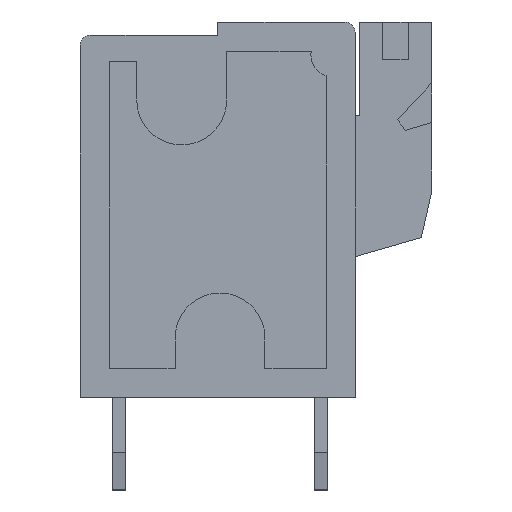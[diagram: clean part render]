
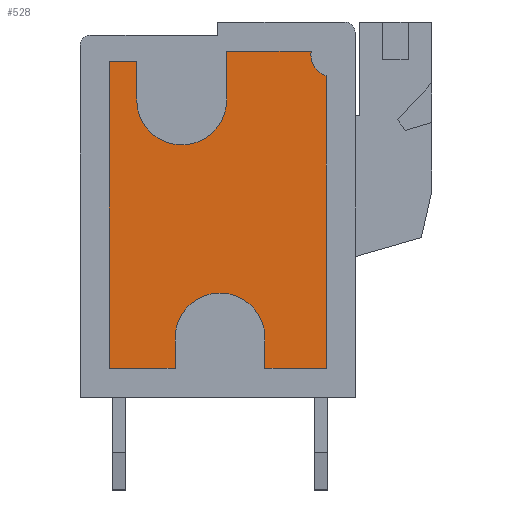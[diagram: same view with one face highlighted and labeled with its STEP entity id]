
A CAD part, left-side view. The second image highlights one B-rep face of the part: STEP entity #528.
In plain terms, the highlighted face is planar.
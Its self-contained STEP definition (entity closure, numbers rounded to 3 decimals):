
#528 = ADVANCED_FACE( '', ( #1074 ), #1075, .T. );
#1074 = FACE_OUTER_BOUND( '', #1701, .T. );
#1075 = PLANE( '', #1702 );
#1701 = EDGE_LOOP( '', ( #2725, #2726, #2727, #2728, #2729, #2730, #2731, #2732, #2733, #2734, #2735, #2736, #2737 ) );
#1702 = AXIS2_PLACEMENT_3D( '', #2738, #2739, #2740 );
#2725 = ORIENTED_EDGE( '', *, *, #4182, .F. );
#2726 = ORIENTED_EDGE( '', *, *, #4059, .F. );
#2727 = ORIENTED_EDGE( '', *, *, #4183, .F. );
#2728 = ORIENTED_EDGE( '', *, *, #4184, .F. );
#2729 = ORIENTED_EDGE( '', *, *, #3933, .F. );
#2730 = ORIENTED_EDGE( '', *, *, #4185, .F. );
#2731 = ORIENTED_EDGE( '', *, *, #4186, .F. );
#2732 = ORIENTED_EDGE( '', *, *, #3993, .F. );
#2733 = ORIENTED_EDGE( '', *, *, #4187, .F. );
#2734 = ORIENTED_EDGE( '', *, *, #3943, .F. );
#2735 = ORIENTED_EDGE( '', *, *, #3868, .F. );
#2736 = ORIENTED_EDGE( '', *, *, #4188, .F. );
#2737 = ORIENTED_EDGE( '', *, *, #4092, .F. );
#2738 = CARTESIAN_POINT( '', ( 0.54, -1.361, 4.15 ) );
#2739 = DIRECTION( '', ( 1., 0., 0. ) );
#2740 = DIRECTION( '', ( 0., 0., -1. ) );
#3868 = EDGE_CURVE( '', #4580, #4582, #4583, .T. );
#3933 = EDGE_CURVE( '', #4697, #4699, #4700, .T. );
#3943 = EDGE_CURVE( '', #4582, #4716, #4717, .T. );
#3993 = EDGE_CURVE( '', #4796, #4798, #4799, .T. );
#4059 = EDGE_CURVE( '', #4903, #4905, #4906, .T. );
#4092 = EDGE_CURVE( '', #4951, #4953, #4954, .T. );
#4182 = EDGE_CURVE( '', #4905, #4951, #5096, .T. );
#4183 = EDGE_CURVE( '', #5097, #4903, #5098, .T. );
#4184 = EDGE_CURVE( '', #4699, #5097, #5099, .T. );
#4185 = EDGE_CURVE( '', #5100, #4697, #5101, .T. );
#4186 = EDGE_CURVE( '', #4798, #5100, #5102, .T. );
#4187 = EDGE_CURVE( '', #4716, #4796, #5103, .T. );
#4188 = EDGE_CURVE( '', #4953, #4580, #5104, .T. );
#4580 = VERTEX_POINT( '', #5609 );
#4582 = VERTEX_POINT( '', #5612 );
#4583 = CIRCLE( '', #5613, 1.7 );
#4697 = VERTEX_POINT( '', #5772 );
#4699 = VERTEX_POINT( '', #5775 );
#4700 = LINE( '', #5776, #5777 );
#4716 = VERTEX_POINT( '', #5800 );
#4717 = LINE( '', #5801, #5802 );
#4796 = VERTEX_POINT( '', #5914 );
#4798 = VERTEX_POINT( '', #5917 );
#4799 = CIRCLE( '', #5918, 0.825 );
#4903 = VERTEX_POINT( '', #6067 );
#4905 = VERTEX_POINT( '', #6070 );
#4906 = LINE( '', #6071, #6072 );
#4951 = VERTEX_POINT( '', #6142 );
#4953 = VERTEX_POINT( '', #6145 );
#4954 = LINE( '', #6146, #6147 );
#5096 = LINE( '', #6353, #6354 );
#5097 = VERTEX_POINT( '', #6355 );
#5098 = LINE( '', #6356, #6357 );
#5099 = CIRCLE( '', #6358, 1.7 );
#5100 = VERTEX_POINT( '', #6359 );
#5101 = LINE( '', #6360, #6361 );
#5102 = LINE( '', #6362, #6363 );
#5103 = LINE( '', #6364, #6365 );
#5104 = LINE( '', #6366, #6367 );
#5609 = CARTESIAN_POINT( '', ( 0.54, -3.061, 4.15 ) );
#5612 = CARTESIAN_POINT( '', ( 0.54, 0.339, 4.15 ) );
#5613 = AXIS2_PLACEMENT_3D( '', #6985, #6986, #6987 );
#5772 = CARTESIAN_POINT( '', ( 0.54, 1.79, -6. ) );
#5775 = CARTESIAN_POINT( '', ( 0.54, 1.79, -4.85 ) );
#5776 = CARTESIAN_POINT( '', ( 0.54, 1.79, -6. ) );
#5777 = VECTOR( '', #7061, 1000. );
#5800 = CARTESIAN_POINT( '', ( 0.54, 0.339, 6. ) );
#5801 = CARTESIAN_POINT( '', ( 0.54, 0.339, 4.15 ) );
#5802 = VECTOR( '', #7069, 1000. );
#5914 = CARTESIAN_POINT( '', ( 0.54, 3.539, 6. ) );
#5917 = CARTESIAN_POINT( '', ( 0.54, 4.1, 5.064 ) );
#5918 = AXIS2_PLACEMENT_3D( '', #7119, #7120, #7121 );
#6067 = CARTESIAN_POINT( '', ( 0.54, -1.61, -6. ) );
#6070 = CARTESIAN_POINT( '', ( 0.54, -4.1, -6. ) );
#6071 = CARTESIAN_POINT( '', ( 0.54, -1.61, -6. ) );
#6072 = VECTOR( '', #7183, 1000. );
#6142 = CARTESIAN_POINT( '', ( 0.54, -4.1, 5.6 ) );
#6145 = CARTESIAN_POINT( '', ( 0.54, -3.061, 5.6 ) );
#6146 = CARTESIAN_POINT( '', ( 0.54, -4.1, 5.6 ) );
#6147 = VECTOR( '', #7216, 1000. );
#6353 = CARTESIAN_POINT( '', ( 0.54, -4.1, -6. ) );
#6354 = VECTOR( '', #7305, 1000. );
#6355 = CARTESIAN_POINT( '', ( 0.54, -1.61, -4.85 ) );
#6356 = CARTESIAN_POINT( '', ( 0.54, -1.61, -4.85 ) );
#6357 = VECTOR( '', #7306, 1000. );
#6358 = AXIS2_PLACEMENT_3D( '', #7307, #7308, #7309 );
#6359 = CARTESIAN_POINT( '', ( 0.54, 4.1, -6. ) );
#6360 = CARTESIAN_POINT( '', ( 0.54, 4.1, -6. ) );
#6361 = VECTOR( '', #7310, 1000. );
#6362 = CARTESIAN_POINT( '', ( 0.54, 4.1, 5.064 ) );
#6363 = VECTOR( '', #7311, 1000. );
#6364 = CARTESIAN_POINT( '', ( 0.54, 0.339, 6. ) );
#6365 = VECTOR( '', #7312, 1000. );
#6366 = CARTESIAN_POINT( '', ( 0.54, -3.061, 5.6 ) );
#6367 = VECTOR( '', #7313, 1000. );
#6985 = CARTESIAN_POINT( '', ( 0.54, -1.361, 4.15 ) );
#6986 = DIRECTION( '', ( 1., 0., 0. ) );
#6987 = DIRECTION( '', ( 0., -1., 0. ) );
#7061 = DIRECTION( '', ( 0., 0., 1. ) );
#7069 = DIRECTION( '', ( 0., 0., 1. ) );
#7119 = CARTESIAN_POINT( '', ( 0.54, 4.35, 5.85 ) );
#7120 = DIRECTION( '', ( 1., 0., 0. ) );
#7121 = DIRECTION( '', ( 0., 1., 0. ) );
#7183 = DIRECTION( '', ( 0., -1., 0. ) );
#7216 = DIRECTION( '', ( 0., 1., 0. ) );
#7305 = DIRECTION( '', ( 0., 0., 1. ) );
#7306 = DIRECTION( '', ( 0., 0., -1. ) );
#7307 = CARTESIAN_POINT( '', ( 0.54, 0.09, -4.85 ) );
#7308 = DIRECTION( '', ( 1., 0., 0. ) );
#7309 = DIRECTION( '', ( 0., 1., 0. ) );
#7310 = DIRECTION( '', ( 0., -1., 0. ) );
#7311 = DIRECTION( '', ( 0., 0., -1. ) );
#7312 = DIRECTION( '', ( 0., 1., 0. ) );
#7313 = DIRECTION( '', ( 0., 0., -1. ) );
